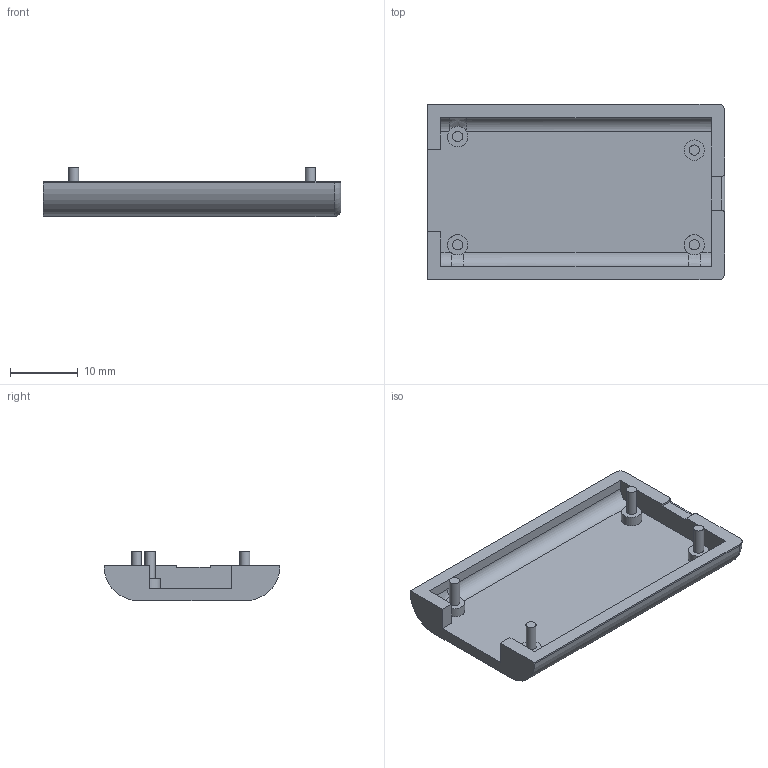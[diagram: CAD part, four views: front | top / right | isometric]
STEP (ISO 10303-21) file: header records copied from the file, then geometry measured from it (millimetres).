
FILE_DESCRIPTION(('FreeCAD Model'),'2;1');
FILE_NAME('Open CASCADE Shape Model','2022-04-01T10:27:43',('Author'),( ''),'Open CASCADE STEP processor 7.5','FreeCAD','Unknown');
FILE_SCHEMA(('AUTOMOTIVE_DESIGN { 1 0 10303 214 1 1 1 1 }'));
Length unit declared in the file: millimetre
Products named in the file (1): Btm
Bounding box: 44 x 26 x 7.25 mm (x, y, z)
Volume: 2456.8 mm3; surface area: 3318.1 mm2
Topology: 1 solids, 1 shells, 345 faces, 957 edges, 634 vertices
Faces by surface type: extrusion 230, plane 89, cylinder 21, bspline 3, torus 2
Full cylindrical faces by diameter (mm): 1.5 x4, 3 x4
Entity records: 24025 total; most frequent: CARTESIAN_POINT 6528, DIRECTION 2418, VECTOR 2083, ORIENTED_EDGE 1914, PCURVE 1914, DEFINITIONAL_REPRESENTATION 1914, LINE 1853, B_SPLINE_CURVE_WITH_KNOTS 1163
